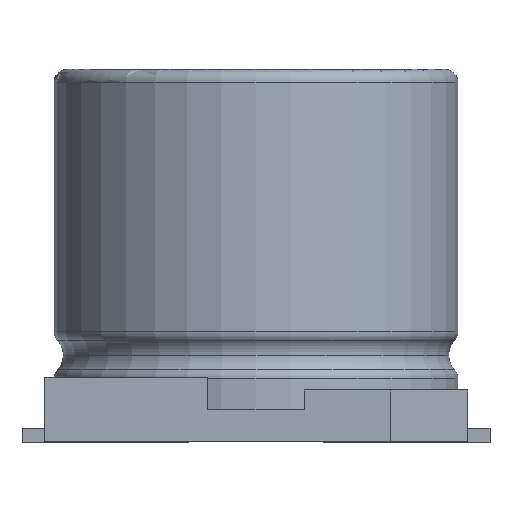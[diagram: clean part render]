
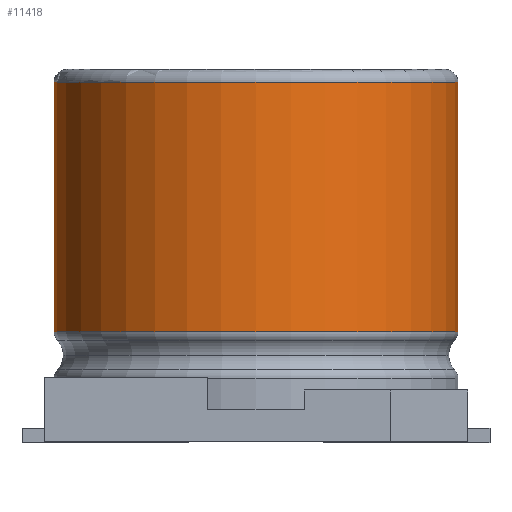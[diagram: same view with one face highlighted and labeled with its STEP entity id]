
A CAD part, front view. The second image highlights one B-rep face of the part: STEP entity #11418.
In plain terms, the highlighted cylindrical face has radius 3.15 mm (diameter 6.3 mm), a partial arc.
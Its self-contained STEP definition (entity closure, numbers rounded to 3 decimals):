
#840 = EDGE_CURVE ( 'NONE', #10154, #10703, #5216, .T. ) ;
#914 = DIRECTION ( 'NONE',  ( -1., 0., 0. ) ) ;
#916 = DIRECTION ( 'NONE',  ( 0., 0., -1. ) ) ;
#1105 = CARTESIAN_POINT ( 'NONE',  ( 3.15, 0., 1.707 ) ) ;
#1643 = EDGE_CURVE ( 'NONE', #10154, #10746, #9558, .T. ) ;
#2685 = EDGE_CURVE ( 'NONE', #4587, #10746, #9436, .T. ) ;
#3129 = CARTESIAN_POINT ( 'NONE',  ( 0., 0., 1.707 ) ) ;
#3142 = FACE_OUTER_BOUND ( 'NONE', #5195, .T. ) ;
#3603 = ORIENTED_EDGE ( 'NONE', *, *, #2685, .T. ) ;
#3667 = DIRECTION ( 'NONE',  ( 0., 0., -1. ) ) ;
#3940 = VECTOR ( 'NONE', #6440, 1000. ) ;
#4518 = CARTESIAN_POINT ( 'NONE',  ( -3.15, 0., 5.6 ) ) ;
#4587 = VERTEX_POINT ( 'NONE', #5717 ) ;
#5195 = EDGE_LOOP ( 'NONE', ( #6432, #5399, #10421, #3603 ) ) ;
#5216 = CIRCLE ( 'NONE', #12301, 3.15 ) ;
#5310 = DIRECTION ( 'NONE',  ( 0., 0., 1. ) ) ;
#5399 = ORIENTED_EDGE ( 'NONE', *, *, #840, .T. ) ;
#5717 = CARTESIAN_POINT ( 'NONE',  ( -3.15, 0., 1.707 ) ) ;
#5913 = AXIS2_PLACEMENT_3D ( 'NONE', #10402, #12668, #13645 ) ;
#6174 = CYLINDRICAL_SURFACE ( 'NONE', #5913, 3.15 ) ;
#6432 = ORIENTED_EDGE ( 'NONE', *, *, #1643, .F. ) ;
#6440 = DIRECTION ( 'NONE',  ( 0., 0., -1. ) ) ;
#6901 = CARTESIAN_POINT ( 'NONE',  ( -3.15, 0., 20.51 ) ) ;
#7005 = AXIS2_PLACEMENT_3D ( 'NONE', #3129, #5310, #914 ) ;
#8319 = CARTESIAN_POINT ( 'NONE',  ( 3.15, 0., 20.51 ) ) ;
#9436 = CIRCLE ( 'NONE', #7005, 3.15 ) ;
#9492 = VECTOR ( 'NONE', #3667, 1000. ) ;
#9558 = LINE ( 'NONE', #8319, #3940 ) ;
#10154 = VERTEX_POINT ( 'NONE', #11819 ) ;
#10402 = CARTESIAN_POINT ( 'NONE',  ( 0., 0., 20.51 ) ) ;
#10421 = ORIENTED_EDGE ( 'NONE', *, *, #13377, .T. ) ;
#10703 = VERTEX_POINT ( 'NONE', #4518 ) ;
#10746 = VERTEX_POINT ( 'NONE', #1105 ) ;
#11169 = LINE ( 'NONE', #6901, #9492 ) ;
#11418 = ADVANCED_FACE ( 'NONE', ( #3142 ), #6174, .T. ) ;
#11555 = DIRECTION ( 'NONE',  ( 1., 0., 0. ) ) ;
#11819 = CARTESIAN_POINT ( 'NONE',  ( 3.15, 0., 5.6 ) ) ;
#12301 = AXIS2_PLACEMENT_3D ( 'NONE', #12788, #916, #11555 ) ;
#12668 = DIRECTION ( 'NONE',  ( 0., 0., -1. ) ) ;
#12788 = CARTESIAN_POINT ( 'NONE',  ( 0., 0., 5.6 ) ) ;
#13377 = EDGE_CURVE ( 'NONE', #10703, #4587, #11169, .T. ) ;
#13645 = DIRECTION ( 'NONE',  ( -1., 0., 0. ) ) ;
